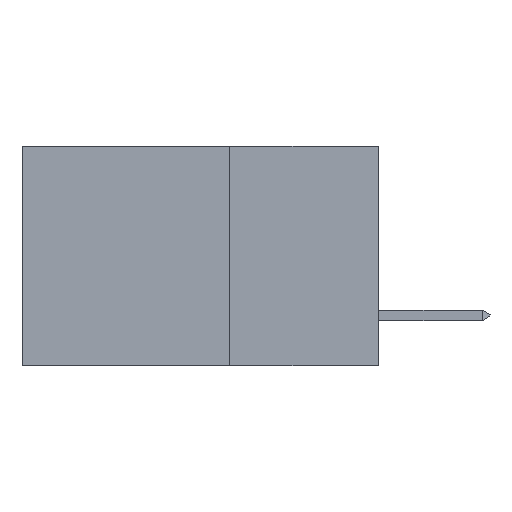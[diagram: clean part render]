
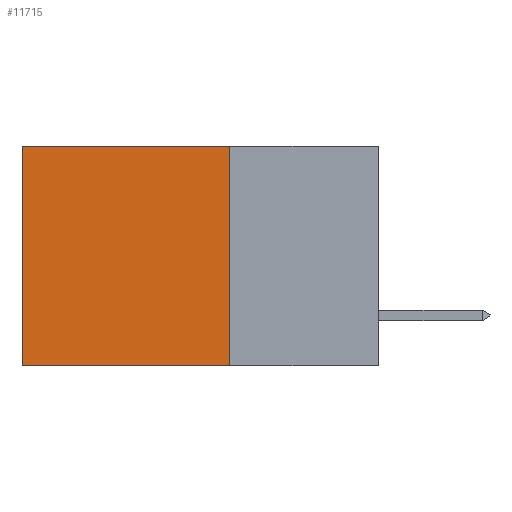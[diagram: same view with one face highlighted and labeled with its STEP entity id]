
A CAD part, left-side view. The second image highlights one B-rep face of the part: STEP entity #11715.
In plain terms, the highlighted planar face has unit normal (-1, 0, 0).
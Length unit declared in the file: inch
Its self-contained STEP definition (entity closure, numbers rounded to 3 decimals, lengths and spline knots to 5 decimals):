
#605 = CARTESIAN_POINT ( 'NONE',  ( 0.298, 0.25, -0.37 ) ) ;
#630 = VERTEX_POINT ( 'NONE', #19536 ) ;
#4322 = EDGE_CURVE ( 'NONE', #5158, #23840, #21972, .T. ) ;
#4327 = CARTESIAN_POINT ( 'NONE',  ( 0.298, 0.25, 0. ) ) ;
#4640 = DIRECTION ( 'NONE',  ( 0., 1., 0. ) ) ;
#5158 = VERTEX_POINT ( 'NONE', #4327 ) ;
#5200 = EDGE_CURVE ( 'NONE', #630, #15111, #24720, .T. ) ;
#6271 = VECTOR ( 'NONE', #18522, 39.37008 ) ;
#8450 = FACE_OUTER_BOUND ( 'NONE', #25377, .T. ) ;
#10414 = CARTESIAN_POINT ( 'NONE',  ( 0.298, 0.6, 0. ) ) ;
#10986 = DIRECTION ( 'NONE',  ( 1., 0., 0. ) ) ;
#11214 = VECTOR ( 'NONE', #4640, 39.37008 ) ;
#11285 = ORIENTED_EDGE ( 'NONE', *, *, #4322, .F. ) ;
#11715 = ADVANCED_FACE ( 'NONE', ( #8450 ), #19383, .F. ) ;
#12484 = CARTESIAN_POINT ( 'NONE',  ( 0.298, 0.25, -0.37 ) ) ;
#14785 = LINE ( 'NONE', #17664, #25398 ) ;
#15111 = VERTEX_POINT ( 'NONE', #23251 ) ;
#15617 = EDGE_CURVE ( 'NONE', #5158, #630, #14785, .T. ) ;
#17159 = DIRECTION ( 'NONE',  ( 0., 0., -1. ) ) ;
#17659 = DIRECTION ( 'NONE',  ( 0., 0., -1. ) ) ;
#17664 = CARTESIAN_POINT ( 'NONE',  ( 0.298, 0.25, 0. ) ) ;
#18450 = ORIENTED_EDGE ( 'NONE', *, *, #23535, .F. ) ;
#18522 = DIRECTION ( 'NONE',  ( 0., 0., -1. ) ) ;
#18925 = AXIS2_PLACEMENT_3D ( 'NONE', #21416, #10986, #17659 ) ;
#19383 = PLANE ( 'NONE',  #18925 ) ;
#19536 = CARTESIAN_POINT ( 'NONE',  ( 0.298, 0.6, 0. ) ) ;
#19893 = ORIENTED_EDGE ( 'NONE', *, *, #5200, .T. ) ;
#20421 = VECTOR ( 'NONE', #17159, 39.37008 ) ;
#21416 = CARTESIAN_POINT ( 'NONE',  ( 0.298, 0.25, 0. ) ) ;
#21972 = LINE ( 'NONE', #25259, #20421 ) ;
#23251 = CARTESIAN_POINT ( 'NONE',  ( 0.298, 0.6, -0.37 ) ) ;
#23371 = LINE ( 'NONE', #12484, #11214 ) ;
#23535 = EDGE_CURVE ( 'NONE', #23840, #15111, #23371, .T. ) ;
#23840 = VERTEX_POINT ( 'NONE', #605 ) ;
#24259 = ORIENTED_EDGE ( 'NONE', *, *, #15617, .T. ) ;
#24720 = LINE ( 'NONE', #10414, #6271 ) ;
#25259 = CARTESIAN_POINT ( 'NONE',  ( 0.298, 0.25, 0. ) ) ;
#25377 = EDGE_LOOP ( 'NONE', ( #19893, #18450, #11285, #24259 ) ) ;
#25398 = VECTOR ( 'NONE', #25700, 39.37008 ) ;
#25700 = DIRECTION ( 'NONE',  ( 0., 1., 0. ) ) ;
